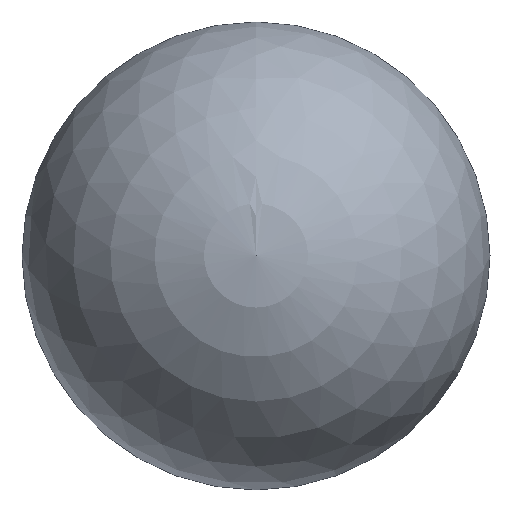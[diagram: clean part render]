
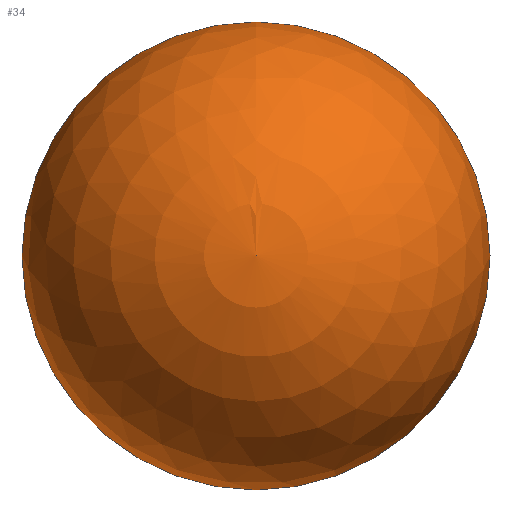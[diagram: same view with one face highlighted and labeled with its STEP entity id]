
A CAD part, top view. The second image highlights one B-rep face of the part: STEP entity #34.
In plain terms, the highlighted spherical face has radius 42.578 mm.
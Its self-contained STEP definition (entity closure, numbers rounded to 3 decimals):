
#1 = CARTESIAN_POINT ( 'NONE',  ( 0., 0., 0. ) ) ;
#2 = CIRCLE ( 'NONE', #71, 42.578 ) ;
#6 = DIRECTION ( 'NONE',  ( 0., 1., 0. ) ) ;
#7 = DIRECTION ( 'NONE',  ( 0., 0., -1. ) ) ;
#12 = AXIS2_PLACEMENT_3D ( 'NONE', #58, #7, #6 ) ;
#17 = EDGE_CURVE ( 'NONE', #24, #82, #2, .T. ) ;
#24 = VERTEX_POINT ( 'NONE', #29 ) ;
#28 = SPHERICAL_SURFACE ( 'NONE', #12, 42.578) ;
#29 = CARTESIAN_POINT ( 'NONE',  ( 42.578, 0., 0. ) ) ;
#30 = AXIS2_PLACEMENT_3D ( 'NONE', #1, #33, #46 ) ;
#33 = DIRECTION ( 'NONE',  ( 0., 0., -1. ) ) ;
#34 = ADVANCED_FACE ( 'NONE', ( #73 ), #28, .T. ) ;
#44 = DIRECTION ( 'NONE',  ( 1., 0., 0. ) ) ;
#46 = DIRECTION ( 'NONE',  ( 0., 1., 0. ) ) ;
#49 = EDGE_LOOP ( 'NONE', ( #50, #78 ) ) ;
#50 = ORIENTED_EDGE ( 'NONE', *, *, #56, .F. ) ;
#56 = EDGE_CURVE ( 'NONE', #24, #82, #81, .T. ) ;
#58 = CARTESIAN_POINT ( 'NONE',  ( 0., 0., 0. ) ) ;
#71 = AXIS2_PLACEMENT_3D ( 'NONE', #89, #88, #44 ) ;
#73 = FACE_OUTER_BOUND ( 'NONE', #49, .T. ) ;
#78 = ORIENTED_EDGE ( 'NONE', *, *, #17, .T. ) ;
#80 = CARTESIAN_POINT ( 'NONE',  ( -42.578, 0., 0. ) ) ;
#81 = CIRCLE ( 'NONE', #30, 42.578 ) ;
#82 = VERTEX_POINT ( 'NONE', #80 ) ;
#88 = DIRECTION ( 'NONE',  ( 0., 0., 1. ) ) ;
#89 = CARTESIAN_POINT ( 'NONE',  ( 0., 0., 0. ) ) ;
